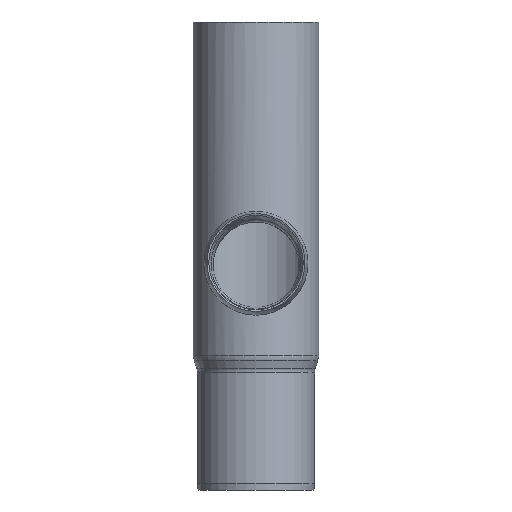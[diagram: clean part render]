
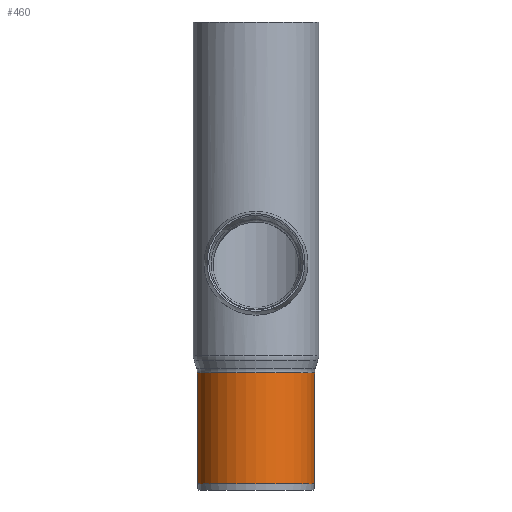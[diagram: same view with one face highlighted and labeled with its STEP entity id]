
A CAD part, front view. The second image highlights one B-rep face of the part: STEP entity #460.
In plain terms, the highlighted cylindrical face has radius 475 mm (diameter 950 mm), a full revolution.
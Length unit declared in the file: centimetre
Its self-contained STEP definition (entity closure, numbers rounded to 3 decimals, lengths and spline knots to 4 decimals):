
#46=CIRCLE('',#494,47.5);
#47=CIRCLE('',#496,47.5);
#48=CIRCLE('',#497,47.5);
#97=FACE_OUTER_BOUND('',#125,.T.);
#125=EDGE_LOOP('',(#318,#319,#320,#321,#322));
#154=LINE('',#1005,#169);
#169=VECTOR('',#590,47.5);
#193=VERTEX_POINT('',#997);
#194=VERTEX_POINT('',#1001);
#195=VERTEX_POINT('',#1002);
#241=EDGE_CURVE('',#193,#193,#46,.T.);
#243=EDGE_CURVE('',#194,#195,#47,.T.);
#244=EDGE_CURVE('',#195,#194,#48,.T.);
#245=EDGE_CURVE('',#195,#193,#154,.T.);
#318=ORIENTED_EDGE('',*,*,#243,.F.);
#319=ORIENTED_EDGE('',*,*,#244,.F.);
#320=ORIENTED_EDGE('',*,*,#245,.T.);
#321=ORIENTED_EDGE('',*,*,#241,.T.);
#322=ORIENTED_EDGE('',*,*,#245,.F.);
#447=CYLINDRICAL_SURFACE('',#495,47.5);
#460=ADVANCED_FACE('',(#97),#447,.T.);
#494=AXIS2_PLACEMENT_3D('',#998,#581,#582);
#495=AXIS2_PLACEMENT_3D('',#1000,#584,#585);
#496=AXIS2_PLACEMENT_3D('',#1003,#586,#587);
#497=AXIS2_PLACEMENT_3D('',#1004,#588,#589);
#581=DIRECTION('center_axis',(0.,0.,
1.));
#582=DIRECTION('ref_axis',(-1.,0.,0.));
#584=DIRECTION('center_axis',(0.,0.,
1.));
#585=DIRECTION('ref_axis',(1.,0.,0.));
#586=DIRECTION('center_axis',(0.,0.,
1.));
#587=DIRECTION('ref_axis',(-1.,0.,0.));
#588=DIRECTION('center_axis',(0.,0.,
1.));
#589=DIRECTION('ref_axis',(-1.,0.,0.));
#590=DIRECTION('',(0.,0.,-1.));
#997=CARTESIAN_POINT('',(-47.5,0.,5.));
#998=CARTESIAN_POINT('Origin',(0.,0.,5.));
#1000=CARTESIAN_POINT('Origin',(0.,0.,50.));
#1001=CARTESIAN_POINT('',(0.,-47.5,95.));
#1002=CARTESIAN_POINT('',(-47.5,0.,95.));
#1003=CARTESIAN_POINT('Origin',(0.,0.,95.));
#1004=CARTESIAN_POINT('Origin',(0.,0.,95.));
#1005=CARTESIAN_POINT('',(-47.5,0.,50.));
